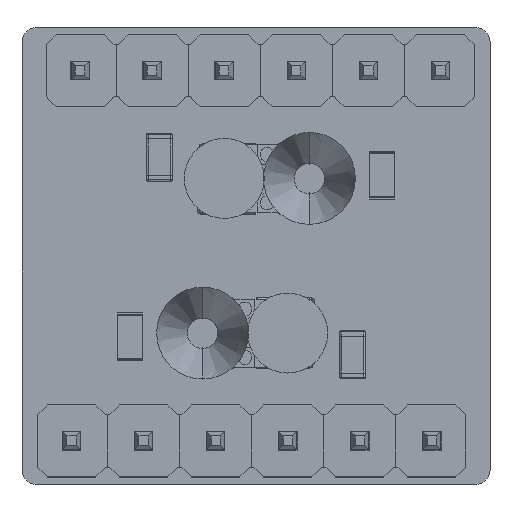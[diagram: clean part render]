
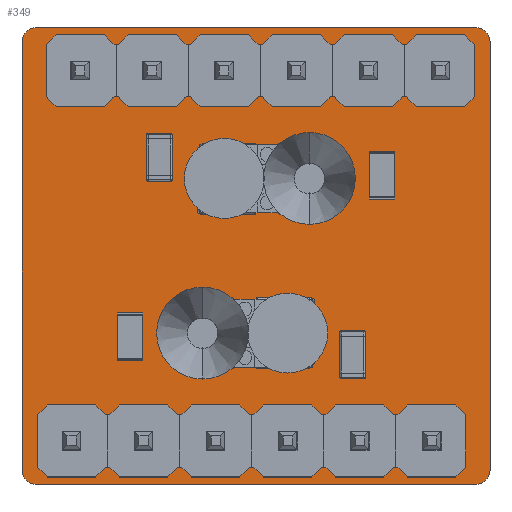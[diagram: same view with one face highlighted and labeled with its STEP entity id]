
A CAD part, top view. The second image highlights one B-rep face of the part: STEP entity #349.
In plain terms, the highlighted planar face has unit normal (0, 0, 1).
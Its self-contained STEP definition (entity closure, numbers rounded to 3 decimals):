
#84 = VERTEX_POINT('',#85);
#85 = CARTESIAN_POINT('',(25.3,25.9,0.411));
#91 = EDGE_CURVE('',#84,#92,#94,.T.);
#92 = VERTEX_POINT('',#93);
#93 = CARTESIAN_POINT('',(25.3,41.,0.411));
#94 = LINE('',#95,#96);
#95 = CARTESIAN_POINT('',(25.3,25.9,0.411));
#96 = VECTOR('',#97,1.);
#97 = DIRECTION('',(0.,1.,0.));
#122 = EDGE_CURVE('',#92,#123,#125,.T.);
#123 = VERTEX_POINT('',#124);
#124 = CARTESIAN_POINT('',(25.8,41.5,0.411));
#125 = CIRCLE('',#126,0.498);
#126 = AXIS2_PLACEMENT_3D('',#127,#128,#129);
#127 = CARTESIAN_POINT('',(25.798,41.002,0.411));
#128 = DIRECTION('',(0.,0.,-1.));
#129 = DIRECTION('',(-1.,-0.003,-0.));
#155 = EDGE_CURVE('',#123,#156,#158,.T.);
#156 = VERTEX_POINT('',#157);
#157 = CARTESIAN_POINT('',(41.3,41.5,0.411));
#158 = LINE('',#159,#160);
#159 = CARTESIAN_POINT('',(25.8,41.5,0.411));
#160 = VECTOR('',#161,1.);
#161 = DIRECTION('',(1.,0.,0.));
#186 = EDGE_CURVE('',#156,#187,#189,.T.);
#187 = VERTEX_POINT('',#188);
#188 = CARTESIAN_POINT('',(41.8,41.,0.411));
#189 = CIRCLE('',#190,0.498);
#190 = AXIS2_PLACEMENT_3D('',#191,#192,#193);
#191 = CARTESIAN_POINT('',(41.302,41.002,0.411));
#192 = DIRECTION('',(0.,0.,-1.));
#193 = DIRECTION('',(-0.003,1.,0.));
#219 = EDGE_CURVE('',#187,#220,#222,.T.);
#220 = VERTEX_POINT('',#221);
#221 = CARTESIAN_POINT('',(41.8,25.9,0.411));
#222 = LINE('',#223,#224);
#223 = CARTESIAN_POINT('',(41.8,41.,0.411));
#224 = VECTOR('',#225,1.);
#225 = DIRECTION('',(0.,-1.,0.));
#250 = EDGE_CURVE('',#220,#251,#253,.T.);
#251 = VERTEX_POINT('',#252);
#252 = CARTESIAN_POINT('',(41.3,25.4,0.411));
#253 = CIRCLE('',#254,0.498);
#254 = AXIS2_PLACEMENT_3D('',#255,#256,#257);
#255 = CARTESIAN_POINT('',(41.302,25.898,0.411));
#256 = DIRECTION('',(0.,0.,-1.));
#257 = DIRECTION('',(1.,0.003,0.));
#283 = EDGE_CURVE('',#251,#284,#286,.T.);
#284 = VERTEX_POINT('',#285);
#285 = CARTESIAN_POINT('',(25.8,25.4,0.411));
#286 = LINE('',#287,#288);
#287 = CARTESIAN_POINT('',(41.3,25.4,0.411));
#288 = VECTOR('',#289,1.);
#289 = DIRECTION('',(-1.,0.,0.));
#314 = EDGE_CURVE('',#284,#84,#315,.T.);
#315 = CIRCLE('',#316,0.498);
#316 = AXIS2_PLACEMENT_3D('',#317,#318,#319);
#317 = CARTESIAN_POINT('',(25.798,25.898,0.411));
#318 = DIRECTION('',(0.,0.,-1.));
#319 = DIRECTION('',(0.003,-1.,0.));
#349 = ADVANCED_FACE('',(#350),#360,.F.);
#350 = FACE_BOUND('',#351,.F.);
#351 = EDGE_LOOP('',(#352,#353,#354,#355,#356,#357,#358,#359));
#352 = ORIENTED_EDGE('',*,*,#91,.T.);
#353 = ORIENTED_EDGE('',*,*,#122,.T.);
#354 = ORIENTED_EDGE('',*,*,#155,.T.);
#355 = ORIENTED_EDGE('',*,*,#186,.T.);
#356 = ORIENTED_EDGE('',*,*,#219,.T.);
#357 = ORIENTED_EDGE('',*,*,#250,.T.);
#358 = ORIENTED_EDGE('',*,*,#283,.T.);
#359 = ORIENTED_EDGE('',*,*,#314,.T.);
#360 = PLANE('',#361);
#361 = AXIS2_PLACEMENT_3D('',#362,#363,#364);
#362 = CARTESIAN_POINT('',(33.55,33.45,0.411));
#363 = DIRECTION('',(-0.,-0.,-1.));
#364 = DIRECTION('',(-1.,0.,0.));
